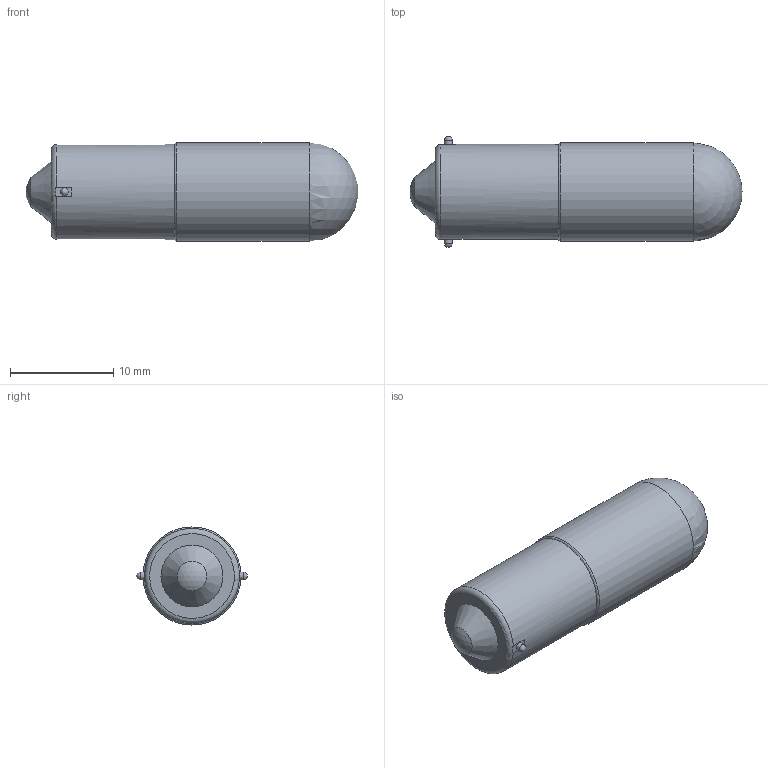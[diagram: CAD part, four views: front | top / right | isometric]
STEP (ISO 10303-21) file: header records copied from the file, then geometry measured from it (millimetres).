
FILE_DESCRIPTION((''),'2;1');
FILE_NAME('BA9Sxxx.stp','2007-11-15T14:35:29',('Philipp'),(''),'Autodesk Inventor 2008','Autodesk Inventor 2008','');
FILE_SCHEMA(('AUTOMOTIVE_DESIGN { 1 0 10303 214 1 1 1 1 }'));
Length unit declared in the file: millimetre
Products named in the file (1): BA9Sxxx
Bounding box: 32.14 x 10.76 x 9.5 mm (x, y, z)
Volume: 1974.9 mm3; surface area: 955.3 mm2
Topology: 1 solids, 1 shells, 16 faces, 45 edges, 28 vertices
Faces by surface type: plane 5, bspline 3, sphere 3, cylinder 3, torus 1, cone 1
Full cylindrical faces by diameter (mm): 0.75 x1, 9.2 x1, 9.5 x1
Entity records: 597 total; most frequent: CARTESIAN_POINT 192, DIRECTION 74, ORIENTED_EDGE 56, AXIS2_PLACEMENT_3D 34, EDGE_CURVE 28, EDGE_LOOP 26, VERTEX_POINT 24, CIRCLE 20
